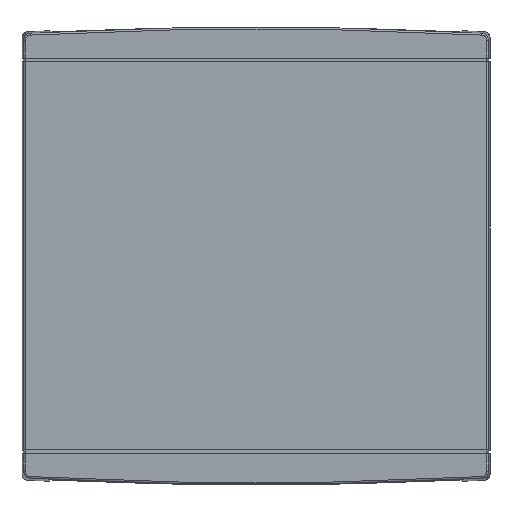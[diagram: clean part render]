
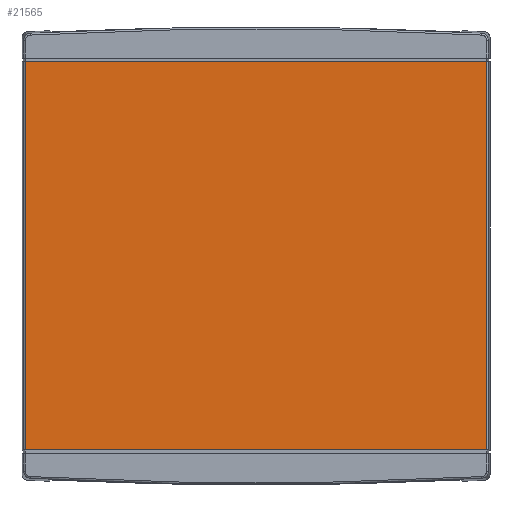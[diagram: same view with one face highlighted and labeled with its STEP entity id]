
A CAD part, top view. The second image highlights one B-rep face of the part: STEP entity #21565.
In plain terms, the highlighted face is planar.
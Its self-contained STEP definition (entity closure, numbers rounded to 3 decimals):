
#19709=CARTESIAN_POINT('',(-6.649,5.6,0.));
#19710=VERTEX_POINT('',#19709);
#19718=CARTESIAN_POINT('',(-6.649,-5.6,0.));
#19719=VERTEX_POINT('',#19718);
#19720=CARTESIAN_POINT('',(-6.649,5.6,0.));
#19721=DIRECTION('',(0.0,-1.0,0.0));
#19722=VECTOR('',#19721,11.2);
#19723=LINE('',#19720,#19722);
#19724=EDGE_CURVE('',#19710,#19719,#19723,.T.);
#19772=CARTESIAN_POINT('',(6.649,-5.6,0.));
#19773=VERTEX_POINT('',#19772);
#19774=CARTESIAN_POINT('',(6.649,-5.6,0.));
#19775=DIRECTION('',(-1.0,0.0,0.0));
#19776=VECTOR('',#19775,13.299);
#19777=LINE('',#19774,#19776);
#19778=EDGE_CURVE('',#19773,#19719,#19777,.T.);
#20478=CARTESIAN_POINT('',(6.649,5.6,0.));
#20479=VERTEX_POINT('',#20478);
#20480=CARTESIAN_POINT('',(6.649,-5.6,0.));
#20481=DIRECTION('',(0.0,1.0,0.0));
#20482=VECTOR('',#20481,11.2);
#20483=LINE('',#20480,#20482);
#20484=EDGE_CURVE('',#19773,#20479,#20483,.T.);
#20572=CARTESIAN_POINT('',(-6.649,5.6,0.));
#20573=DIRECTION('',(1.0,0.0,0.0));
#20574=VECTOR('',#20573,13.299);
#20575=LINE('',#20572,#20574);
#20576=EDGE_CURVE('',#19710,#20479,#20575,.T.);
#21554=CARTESIAN_POINT('',(0.,0.,0.));
#21555=DIRECTION('',(0.0,0.0,1.0));
#21556=DIRECTION('',(1.0,0.0,0.0));
#21557=AXIS2_PLACEMENT_3D('',#21554,#21555,#21556);
#21558=PLANE('',#21557);
#21559=ORIENTED_EDGE('',*,*,#19724,.F.);
#21560=ORIENTED_EDGE('',*,*,#20576,.T.);
#21561=ORIENTED_EDGE('',*,*,#20484,.F.);
#21562=ORIENTED_EDGE('',*,*,#19778,.T.);
#21563=EDGE_LOOP('',(#21559,#21560,#21561,#21562));
#21564=FACE_OUTER_BOUND('',#21563,.T.);
#21565=ADVANCED_FACE('',(#21564),#21558,.F.);
